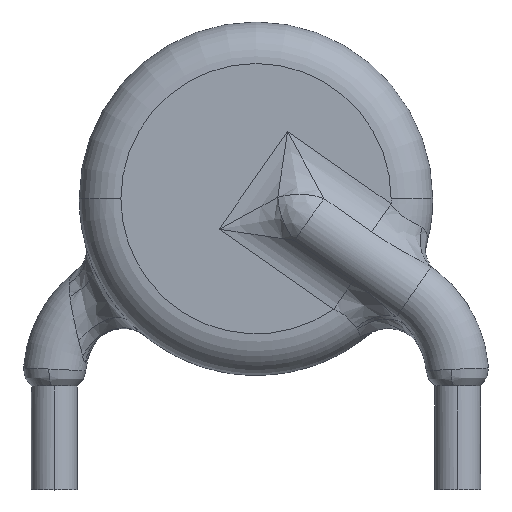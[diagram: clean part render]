
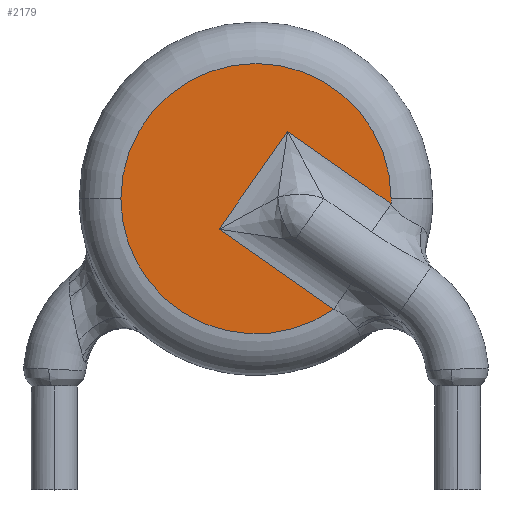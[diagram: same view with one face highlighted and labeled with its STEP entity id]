
A CAD part, top view. The second image highlights one B-rep face of the part: STEP entity #2179.
In plain terms, the highlighted planar face has unit normal (0, 0, 1).
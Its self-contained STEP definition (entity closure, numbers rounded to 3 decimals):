
#17 = CARTESIAN_POINT ( 'NONE',  ( 0., 0., 1.25 ) ) ;
#115 = DIRECTION ( 'NONE',  ( 0.574, 0.819, 0. ) ) ;
#409 = AXIS2_PLACEMENT_3D ( 'NONE', #17, #2270, #1453 ) ;
#511 = EDGE_CURVE ( 'NONE', #542, #1263, #1290, .T. ) ;
#542 = VERTEX_POINT ( 'NONE', #1324 ) ;
#555 = LINE ( 'NONE', #1798, #2517 ) ;
#581 = DIRECTION ( 'NONE',  ( 1., 0., 0. ) ) ;
#629 = FACE_OUTER_BOUND ( 'NONE', #1516, .T. ) ;
#688 = EDGE_CURVE ( 'NONE', #2104, #1130, #1148, .T. ) ;
#737 = CARTESIAN_POINT ( 'NONE',  ( -0.638, -0.911, 1.25 ) ) ;
#762 = CIRCLE ( 'NONE', #2296, 3.25 ) ;
#885 = EDGE_CURVE ( 'NONE', #1130, #1477, #2198, .T. ) ;
#935 = ORIENTED_EDGE ( 'NONE', *, *, #2664, .T. ) ;
#953 = ORIENTED_EDGE ( 'NONE', *, *, #511, .T. ) ;
#984 = CARTESIAN_POINT ( 'NONE',  ( 0., 0., 1.25 ) ) ;
#1023 = DIRECTION ( 'NONE',  ( 1., 0., 0. ) ) ;
#1130 = VERTEX_POINT ( 'NONE', #1158 ) ;
#1148 = LINE ( 'NONE', #737, #2137 ) ;
#1158 = CARTESIAN_POINT ( 'NONE',  ( -0.889, -0.735, 1.25 ) ) ;
#1194 = DIRECTION ( 'NONE',  ( 0., 0., 1. ) ) ;
#1256 = CARTESIAN_POINT ( 'NONE',  ( 0., 0., 1.25 ) ) ;
#1263 = VERTEX_POINT ( 'NONE', #1689 ) ;
#1290 = CIRCLE ( 'NONE', #2657, 3.25 ) ;
#1324 = CARTESIAN_POINT ( 'NONE',  ( 3.248, -0.125, 1.25 ) ) ;
#1390 = DIRECTION ( 'NONE',  ( -0.819, 0.574, 0. ) ) ;
#1392 = DIRECTION ( 'NONE',  ( 0.819, -0.574, 0. ) ) ;
#1453 = DIRECTION ( 'NONE',  ( 1., 0., 0. ) ) ;
#1477 = VERTEX_POINT ( 'NONE', #2154 ) ;
#1516 = EDGE_LOOP ( 'NONE', ( #1534, #2367, #953, #1921, #935, #1811 ) ) ;
#1534 = ORIENTED_EDGE ( 'NONE', *, *, #885, .T. ) ;
#1574 = EDGE_CURVE ( 'NONE', #1477, #542, #555, .T. ) ;
#1685 = VECTOR ( 'NONE', #115, 1000. ) ;
#1686 = AXIS2_PLACEMENT_3D ( 'NONE', #2694, #2468, #581 ) ;
#1689 = CARTESIAN_POINT ( 'NONE',  ( 3.25, 0., 1.25 ) ) ;
#1798 = CARTESIAN_POINT ( 'NONE',  ( 1.01, 1.442, 1.25 ) ) ;
#1811 = ORIENTED_EDGE ( 'NONE', *, *, #688, .T. ) ;
#1824 = CIRCLE ( 'NONE', #1686, 3.25 ) ;
#1917 = CARTESIAN_POINT ( 'NONE',  ( -3.25, 0., 1.25 ) ) ;
#1921 = ORIENTED_EDGE ( 'NONE', *, *, #2242, .T. ) ;
#1984 = CARTESIAN_POINT ( 'NONE',  ( 0.365, 1.056, 1.25 ) ) ;
#2094 = DIRECTION ( 'NONE',  ( 0., 0., 1. ) ) ;
#2104 = VERTEX_POINT ( 'NONE', #2457 ) ;
#2137 = VECTOR ( 'NONE', #1390, 1000. ) ;
#2154 = CARTESIAN_POINT ( 'NONE',  ( 0.759, 1.618, 1.25 ) ) ;
#2179 = ADVANCED_FACE ( 'NONE', ( #629 ), #2290, .T. ) ;
#2198 = LINE ( 'NONE', #1984, #1685 ) ;
#2242 = EDGE_CURVE ( 'NONE', #1263, #2496, #762, .T. ) ;
#2270 = DIRECTION ( 'NONE',  ( 0., 0., 1. ) ) ;
#2290 = PLANE ( 'NONE',  #409 ) ;
#2296 = AXIS2_PLACEMENT_3D ( 'NONE', #1256, #2094, #2472 ) ;
#2367 = ORIENTED_EDGE ( 'NONE', *, *, #1574, .T. ) ;
#2457 = CARTESIAN_POINT ( 'NONE',  ( 1.864, -2.662, 1.25 ) ) ;
#2468 = DIRECTION ( 'NONE',  ( 0., 0., 1. ) ) ;
#2472 = DIRECTION ( 'NONE',  ( 1., 0., 0. ) ) ;
#2496 = VERTEX_POINT ( 'NONE', #1917 ) ;
#2517 = VECTOR ( 'NONE', #1392, 1000. ) ;
#2657 = AXIS2_PLACEMENT_3D ( 'NONE', #984, #1194, #1023 ) ;
#2664 = EDGE_CURVE ( 'NONE', #2496, #2104, #1824, .T. ) ;
#2694 = CARTESIAN_POINT ( 'NONE',  ( 0., 0., 1.25 ) ) ;
